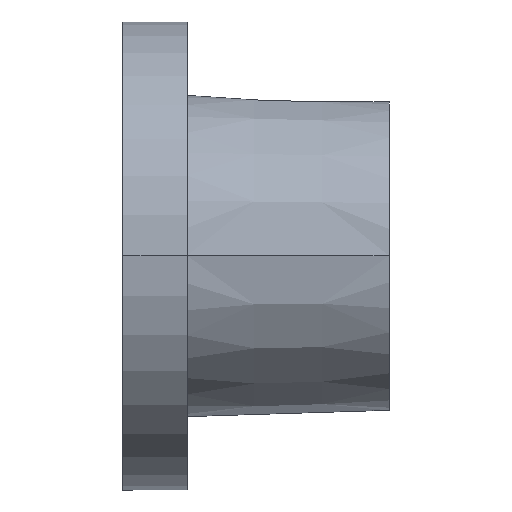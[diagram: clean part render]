
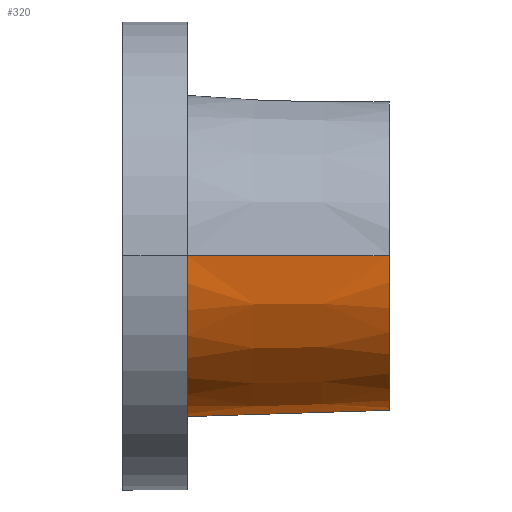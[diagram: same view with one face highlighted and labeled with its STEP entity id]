
A CAD part, top view. The second image highlights one B-rep face of the part: STEP entity #320.
In plain terms, the highlighted conical face has half-angle 1.79 degrees and reference radius 27.781 mm.
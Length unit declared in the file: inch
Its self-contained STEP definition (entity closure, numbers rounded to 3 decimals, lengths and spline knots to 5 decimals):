
#3 = ORIENTED_EDGE ( 'NONE', *, *, #553, .F. ) ;
#20 = AXIS2_PLACEMENT_3D ( 'NONE', #428, #981, #493 ) ;
#55 = VERTEX_POINT ( 'NONE', #190 ) ;
#114 = DIRECTION ( 'NONE',  ( 1., 0., 0. ) ) ;
#182 = EDGE_LOOP ( 'NONE', ( #3, #966, #617, #810 ) ) ;
#190 = CARTESIAN_POINT ( 'NONE',  ( 0., -1.09368, 0.01909 ) ) ;
#197 = AXIS2_PLACEMENT_3D ( 'NONE', #605, #456, #1014 ) ;
#244 = CARTESIAN_POINT ( 'NONE',  ( 0.45833, -1.07936, 0.01884 ) ) ;
#320 = ADVANCED_FACE ( 'NONE', ( #632 ), #537, .T. ) ;
#341 = AXIS2_PLACEMENT_3D ( 'NONE', #581, #114, #657 ) ;
#363 = CARTESIAN_POINT ( 'NONE',  ( 1.375, -1.05071, 0.01834 ) ) ;
#408 = CARTESIAN_POINT ( 'NONE',  ( 1.375, -1.05071, 0.01834 ) ) ;
#428 = CARTESIAN_POINT ( 'NONE',  ( 1.375, 0., 0.00654 ) ) ;
#456 = DIRECTION ( 'NONE',  ( -1., 0., 0. ) ) ;
#461 = EDGE_CURVE ( 'NONE', #979, #55, #693, .T. ) ;
#493 = DIRECTION ( 'NONE',  ( 0., 0., -1. ) ) ;
#498 = DIRECTION ( 'NONE',  ( -1., 0., 0.031 ) ) ;
#504 = CIRCLE ( 'NONE', #341, 1.09375 ) ;
#509 = CARTESIAN_POINT ( 'NONE',  ( 1.375, 0., 1.05732 ) ) ;
#537 = CONICAL_SURFACE ( 'NONE', #197, 1.09375, 0.031 ) ;
#549 = VECTOR ( 'NONE', #498, 39.37008 ) ;
#553 = EDGE_CURVE ( 'NONE', #773, #979, #856, .T. ) ;
#581 = CARTESIAN_POINT ( 'NONE',  ( 0., 0., 0.00654 ) ) ;
#605 = CARTESIAN_POINT ( 'NONE',  ( 0., 0., 0.00654 ) ) ;
#612 = EDGE_CURVE ( 'NONE', #773, #1004, #882, .T. ) ;
#617 = ORIENTED_EDGE ( 'NONE', *, *, #658, .T. ) ;
#632 = FACE_OUTER_BOUND ( 'NONE', #182, .T. ) ;
#657 = DIRECTION ( 'NONE',  ( 0., 0., -1. ) ) ;
#658 = EDGE_CURVE ( 'NONE', #1004, #55, #504, .T. ) ;
#693 = B_SPLINE_CURVE_WITH_KNOTS ( 'NONE', 3,
 ( #408, #709, #244, #799 ),
 .UNSPECIFIED., .F., .F.,
 ( 4, 4 ),
 ( 0., 0.03494 ),
 .UNSPECIFIED. ) ;
#709 = CARTESIAN_POINT ( 'NONE',  ( 0.91667, -1.06503, 0.01859 ) ) ;
#773 = VERTEX_POINT ( 'NONE', #509 ) ;
#799 = CARTESIAN_POINT ( 'NONE',  ( 0., -1.09368, 0.01909 ) ) ;
#810 = ORIENTED_EDGE ( 'NONE', *, *, #461, .F. ) ;
#856 = CIRCLE ( 'NONE', #20, 1.05078 ) ;
#882 = LINE ( 'NONE', #903, #549 ) ;
#903 = CARTESIAN_POINT ( 'NONE',  ( 0., 0., 1.10029 ) ) ;
#966 = ORIENTED_EDGE ( 'NONE', *, *, #612, .T. ) ;
#979 = VERTEX_POINT ( 'NONE', #363 ) ;
#981 = DIRECTION ( 'NONE',  ( 1., 0., 0. ) ) ;
#996 = CARTESIAN_POINT ( 'NONE',  ( 0., 0., 1.10029 ) ) ;
#1004 = VERTEX_POINT ( 'NONE', #996 ) ;
#1014 = DIRECTION ( 'NONE',  ( 0., 0., -1. ) ) ;
